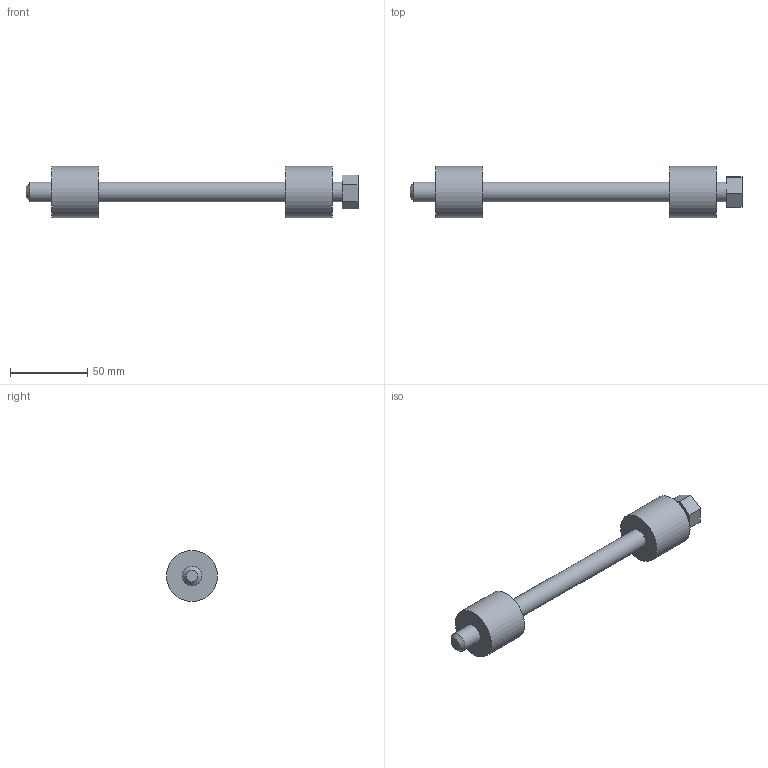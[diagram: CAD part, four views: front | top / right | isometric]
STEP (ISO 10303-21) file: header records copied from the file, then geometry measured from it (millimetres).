
FILE_DESCRIPTION( ( '' ), ' ' );
FILE_NAME( '5de773d3f078021554d3789a.step', '2019-12-04T08:52:36', ( '' ), ( '' ), ' ', ' ', ' ' );
FILE_SCHEMA( ( 'AUTOMOTIVE_DESIGN { 1 0 10303 214 1 1 1 1 }' ) );
Length unit declared in the file: metre
Products named in the file (3): Part 62; Part 76; Part 80
Bounding box: 214.67 x 33.02 x 33.02 mm (x, y, z)
Volume: 73495.1 mm3; surface area: 21070.7 mm2
Topology: 3 solids, 3 shells, 19 faces, 39 edges, 27 vertices
Faces by surface type: plane 13, cylinder 5, cone 1
Full cylindrical faces by diameter (mm): 12.7 x3, 33.02 x2
Entity records: 638 total; most frequent: DIRECTION 84, CARTESIAN_POINT 74, ORIENTED_EDGE 58, AXIS2_PLACEMENT_3D 33, EDGE_LOOP 30, EDGE_CURVE 29, FACE_OUTER_BOUND 24, VERTEX_POINT 23
